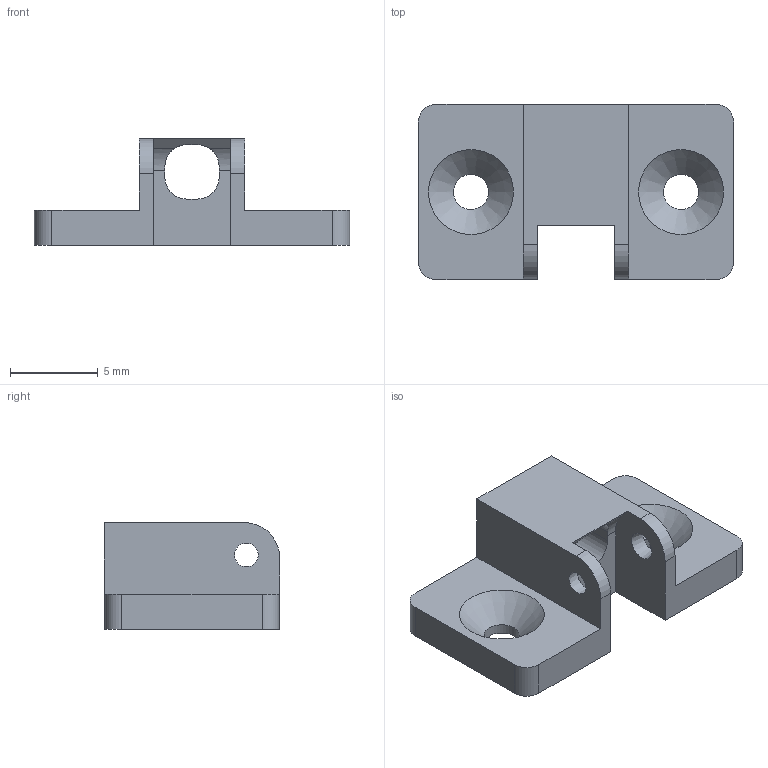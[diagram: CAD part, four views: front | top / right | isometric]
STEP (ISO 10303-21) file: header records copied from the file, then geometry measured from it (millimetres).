
FILE_DESCRIPTION(/* description */ (''),/* implementation_level */ '2;1');
FILE_NAME(/* name */ 'LED Cover Drag Chain Termination.step',/* time_stamp */ '2023-01-05T12:20:32-06:00',/* author */ (''),/* organization */ (''),/* preprocessor_version */ 'ST-DEVELOPER v19.2',/* originating_system */ 'Autodesk Translation Framework v11.17.0.187',/* authorisation */ '');
FILE_SCHEMA (('AUTOMOTIVE_DESIGN { 1 0 10303 214 3 1 1 }'));
Length unit declared in the file: millimetre
Products named in the file (1): LED Cover Drag Chain Termination
Bounding box: 18 x 10 x 6.1 mm (x, y, z)
Volume: 413.7 mm3; surface area: 665.4 mm2
Topology: 1 solids, 1 shells, 37 faces, 106 edges, 70 vertices
Faces by surface type: plane 19, cylinder 14, cone 4
Full cylindrical faces by diameter (mm): 2 x2
Entity records: 1288 total; most frequent: CARTESIAN_POINT 228, DIRECTION 214, ORIENTED_EDGE 212, EDGE_CURVE 106, AXIS2_PLACEMENT_3D 72, LINE 70, VECTOR 70, VERTEX_POINT 70
